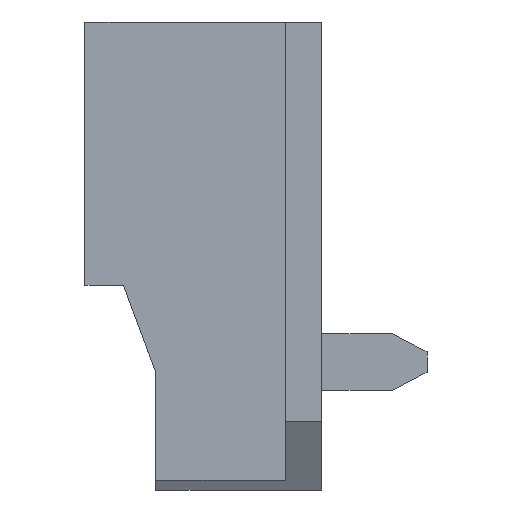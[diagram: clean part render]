
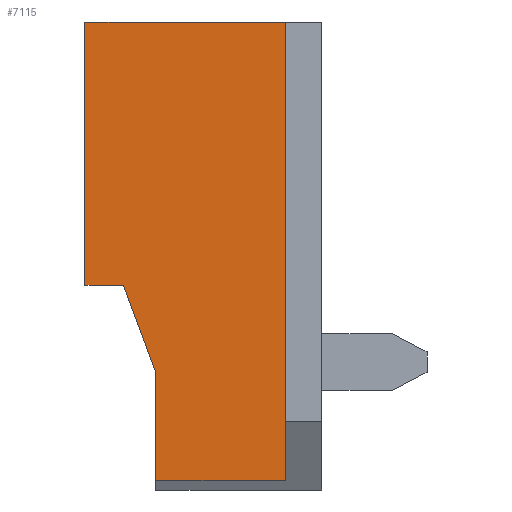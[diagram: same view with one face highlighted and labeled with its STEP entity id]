
A CAD part, left-side view. The second image highlights one B-rep face of the part: STEP entity #7115.
In plain terms, the highlighted planar face has unit normal (-1, 0, 0).
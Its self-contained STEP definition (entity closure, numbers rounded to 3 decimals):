
#96 = VERTEX_POINT ( 'NONE', #12197 ) ;
#563 = VERTEX_POINT ( 'NONE', #13094 ) ;
#633 = CARTESIAN_POINT ( 'NONE',  ( -7.91, -2.025, 5.78 ) ) ;
#802 = VECTOR ( 'NONE', #1925, 1000. ) ;
#1115 = LINE ( 'NONE', #7040, #6234 ) ;
#1426 = DIRECTION ( 'NONE',  ( 0., 1., 0. ) ) ;
#1525 = LINE ( 'NONE', #5654, #3584 ) ;
#1700 = DIRECTION ( 'NONE',  ( 0., 0., -1. ) ) ;
#1744 = PLANE ( 'NONE',  #7273 ) ;
#1835 = DIRECTION ( 'NONE',  ( 0., 1., 0. ) ) ;
#1925 = DIRECTION ( 'NONE',  ( 0., -1., 0. ) ) ;
#2113 = ORIENTED_EDGE ( 'NONE', *, *, #8057, .F. ) ;
#2167 = EDGE_LOOP ( 'NONE', ( #10772, #3431, #2113, #7856, #3590, #11768, #13668 ) ) ;
#2286 = DIRECTION ( 'NONE',  ( 0., 0., -1. ) ) ;
#2450 = CARTESIAN_POINT ( 'NONE',  ( -7.91, 1.175, -2.88 ) ) ;
#2954 = VERTEX_POINT ( 'NONE', #10130 ) ;
#3079 = VECTOR ( 'NONE', #4148, 1000. ) ;
#3139 = DIRECTION ( 'NONE',  ( 0., 0.347, 0.938 ) ) ;
#3431 = ORIENTED_EDGE ( 'NONE', *, *, #5290, .F. ) ;
#3444 = EDGE_CURVE ( 'NONE', #563, #96, #9001, .T. ) ;
#3584 = VECTOR ( 'NONE', #1426, 1000. ) ;
#3590 = ORIENTED_EDGE ( 'NONE', *, *, #3834, .F. ) ;
#3834 = EDGE_CURVE ( 'NONE', #96, #2954, #1525, .T. ) ;
#4148 = DIRECTION ( 'NONE',  ( 0., 0., 1. ) ) ;
#4276 = CARTESIAN_POINT ( 'NONE',  ( -7.91, 1.175, -2.88 ) ) ;
#4468 = VECTOR ( 'NONE', #1835, 1000. ) ;
#4491 = VECTOR ( 'NONE', #3139, 1000. ) ;
#4944 = DIRECTION ( 'NONE',  ( 1., 0., 0. ) ) ;
#5290 = EDGE_CURVE ( 'NONE', #13216, #6714, #10547, .T. ) ;
#5654 = CARTESIAN_POINT ( 'NONE',  ( -7.91, -2.025, -5.542 ) ) ;
#5873 = EDGE_CURVE ( 'NONE', #6714, #9521, #13217, .T. ) ;
#6234 = VECTOR ( 'NONE', #11536, 1000. ) ;
#6250 = CARTESIAN_POINT ( 'NONE',  ( -7.91, -2.025, -0.72 ) ) ;
#6380 = CARTESIAN_POINT ( 'NONE',  ( -7.91, 2.925, -0.72 ) ) ;
#6714 = VERTEX_POINT ( 'NONE', #6380 ) ;
#7040 = CARTESIAN_POINT ( 'NONE',  ( -7.91, 1.175, 5.78 ) ) ;
#7115 = ADVANCED_FACE ( 'NONE', ( #9617 ), #1744, .F. ) ;
#7172 = EDGE_CURVE ( 'NONE', #2954, #13376, #1115, .T. ) ;
#7273 = AXIS2_PLACEMENT_3D ( 'NONE', #633, #4944, #1700 ) ;
#7673 = CARTESIAN_POINT ( 'NONE',  ( -7.91, 1.975, -0.72 ) ) ;
#7854 = CARTESIAN_POINT ( 'NONE',  ( -7.91, -2.025, 5.78 ) ) ;
#7856 = ORIENTED_EDGE ( 'NONE', *, *, #7172, .F. ) ;
#8057 = EDGE_CURVE ( 'NONE', #13376, #13216, #10048, .T. ) ;
#8404 = CARTESIAN_POINT ( 'NONE',  ( -7.91, 2.925, 5.78 ) ) ;
#8641 = CARTESIAN_POINT ( 'NONE',  ( -7.91, 2.925, 5.78 ) ) ;
#9001 = LINE ( 'NONE', #7854, #14082 ) ;
#9486 = LINE ( 'NONE', #8404, #802 ) ;
#9521 = VERTEX_POINT ( 'NONE', #8641 ) ;
#9617 = FACE_OUTER_BOUND ( 'NONE', #2167, .T. ) ;
#10048 = LINE ( 'NONE', #4276, #4491 ) ;
#10130 = CARTESIAN_POINT ( 'NONE',  ( -7.91, 1.175, -5.542 ) ) ;
#10547 = LINE ( 'NONE', #6250, #4468 ) ;
#10772 = ORIENTED_EDGE ( 'NONE', *, *, #5873, .F. ) ;
#11536 = DIRECTION ( 'NONE',  ( 0., 0., 1. ) ) ;
#11768 = ORIENTED_EDGE ( 'NONE', *, *, #3444, .F. ) ;
#12197 = CARTESIAN_POINT ( 'NONE',  ( -7.91, -2.025, -5.542 ) ) ;
#12429 = EDGE_CURVE ( 'NONE', #9521, #563, #9486, .T. ) ;
#12786 = CARTESIAN_POINT ( 'NONE',  ( -7.91, 2.925, -0.72 ) ) ;
#13094 = CARTESIAN_POINT ( 'NONE',  ( -7.91, -2.025, 5.78 ) ) ;
#13216 = VERTEX_POINT ( 'NONE', #7673 ) ;
#13217 = LINE ( 'NONE', #12786, #3079 ) ;
#13376 = VERTEX_POINT ( 'NONE', #2450 ) ;
#13668 = ORIENTED_EDGE ( 'NONE', *, *, #12429, .F. ) ;
#14082 = VECTOR ( 'NONE', #2286, 1000. ) ;
